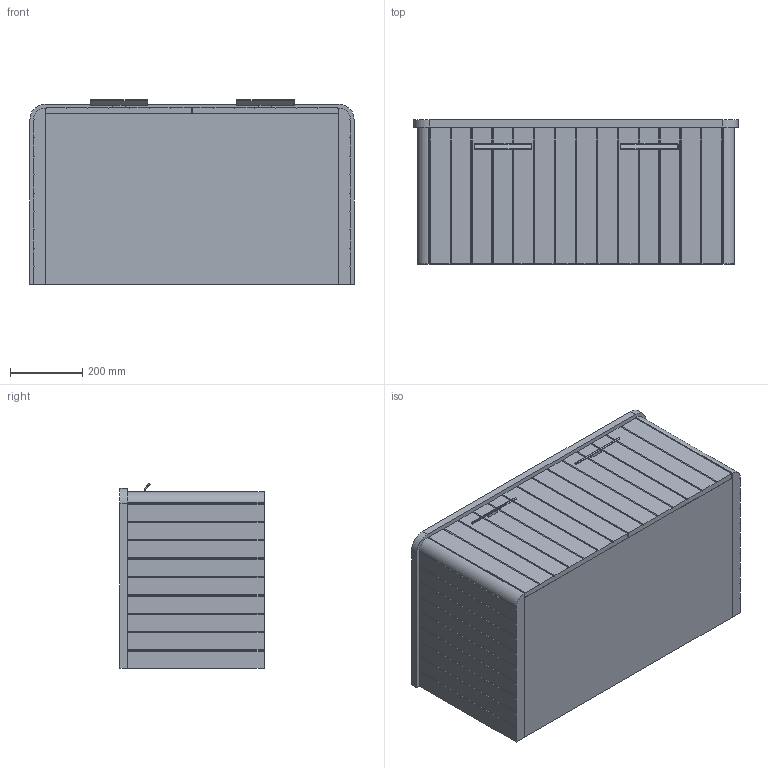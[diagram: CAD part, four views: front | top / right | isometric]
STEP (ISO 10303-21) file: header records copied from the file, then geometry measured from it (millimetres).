
FILE_DESCRIPTION (( 'STEP AP214' ), '1' );
FILE_NAME ('Kado Neue 900 All Door.STEP', '2019-07-10T04:18:38', ( '' ), ( '' ), 'SwSTEP 2.0', 'SolidWorks 2015', '' );
FILE_SCHEMA (( 'AUTOMOTIVE_DESIGN' ));
Length unit declared in the file: millimetre
Products named in the file (3): Kado Neue 900 All Door; Hammer
Assembly tree (3 placements, depth 2):
  Kado Neue 900 All Door
    Kado Neue 900 All Door
    Hammer  x2
Bounding box: 900 x 400 x 513.59 mm (x, y, z)
Volume: 46448659.5 mm3; surface area: 5140714.8 mm2
Topology: 8 solids, 8 shells, 219 faces, 566 edges, 356 vertices
Faces by surface type: plane 151, cylinder 48, sphere 20
Entity records: 5500 total; most frequent: CARTESIAN_POINT 961, ORIENTED_EDGE 922, DIRECTION 879, EDGE_CURVE 461, VECTOR 399, LINE 399, VERTEX_POINT 298, AXIS2_PLACEMENT_3D 240
